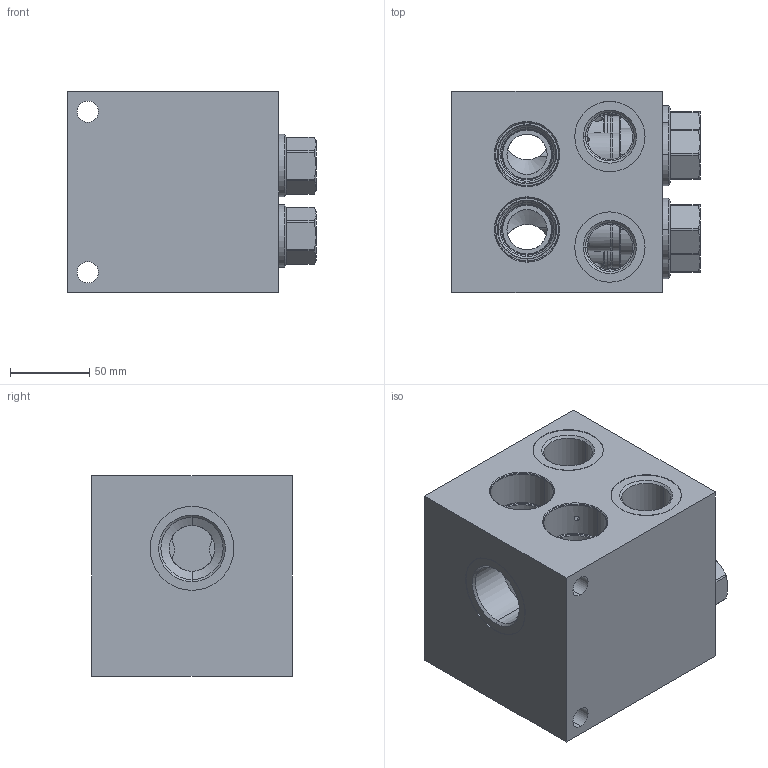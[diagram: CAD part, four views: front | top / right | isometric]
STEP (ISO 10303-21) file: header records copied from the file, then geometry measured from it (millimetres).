
FILE_DESCRIPTION((''),'2;1');
FILE_NAME('HPX_ASM','2021-02-18T',('ProEService'),(''),'PRO/ENGINEER BY PARAMETRIC TECHNOLOGY CORPORATION, 2014200','PRO/ENGINEER BY PARAMETRIC TECHNOLOGY CORPORATION, 2014200','');
FILE_SCHEMA(('CONFIG_CONTROL_DESIGN'));
Length unit declared in the file: inch
Products named in the file (4): 151-180-005; CXGDXAN; CXHAXAN; HPX_ASM
Assembly tree (5 placements, depth 2):
  HPX_ASM
    151-180-005
    CXGDXAN  x2
    CXHAXAN  x2
Bounding box: 157.18 x 127 x 127 mm (x, y, z)
Volume: 1773834 mm3; surface area: 243492.9 mm2
Topology: 13 solids, 15 shells, 888 faces, 2447 edges, 1771 vertices
Faces by surface type: cylinder 398, cone 190, plane 180, torus 84, revolution 32, sphere 4
Entity records: 22167 total; most frequent: CARTESIAN_POINT 7371, DIRECTION 3179, ORIENTED_EDGE 2580, EDGE_CURVE 1290, AXIS2_PLACEMENT_3D 1171, VECTOR 821, LINE 821, VERTEX_POINT 778
